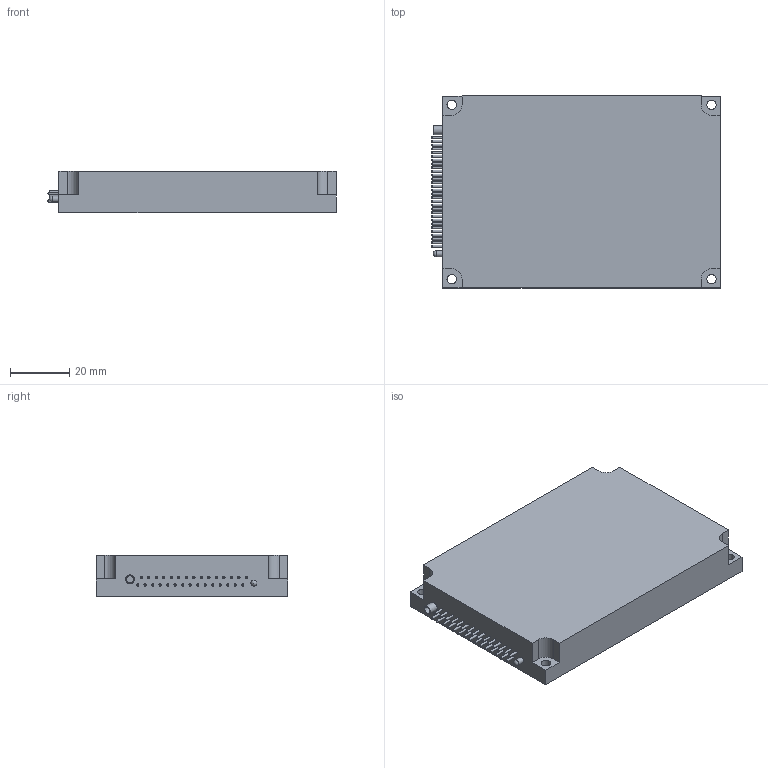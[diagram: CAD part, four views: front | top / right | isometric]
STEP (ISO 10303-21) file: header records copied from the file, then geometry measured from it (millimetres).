
FILE_DESCRIPTION(/* description */ ('Unknown'),/* implementation_level */ '2;1');
FILE_NAME(/* name */ 'M250001',/* time_stamp */ '2020-05-09T15:44:29-04:00',/* author */ ('Unknown'),/* organization */ ('Unknown'),/* preprocessor_version */ 'ST-DEVELOPER v16.7',/* originating_system */ 'DEX',/* authorisation */ $);
FILE_SCHEMA (('CONFIG_CONTROL_DESIGN'));
Length unit declared in the file: millimetre
Products named in the file (1): M250001
Bounding box: 97.81 x 65 x 14 mm (x, y, z)
Volume: 84147.9 mm3; surface area: 17138.3 mm2
Topology: 1 solids, 1 shells, 122 faces, 269 edges, 181 vertices
Faces by surface type: plane 50, cylinder 41, torus 30, sphere 1
Full cylindrical faces by diameter (mm): 0.762 x30, 2 x1, 2.43 x1, 3.03 x1, 3.2 x4
Entity records: 3628 total; most frequent: DIRECTION 522, CARTESIAN_POINT 431, ORIENTED_EDGE 328, AXIS2_PLACEMENT_3D 235, EDGE_LOOP 230, FACE_BOUND 230, EDGE_CURVE 164, VERTEX_POINT 144
